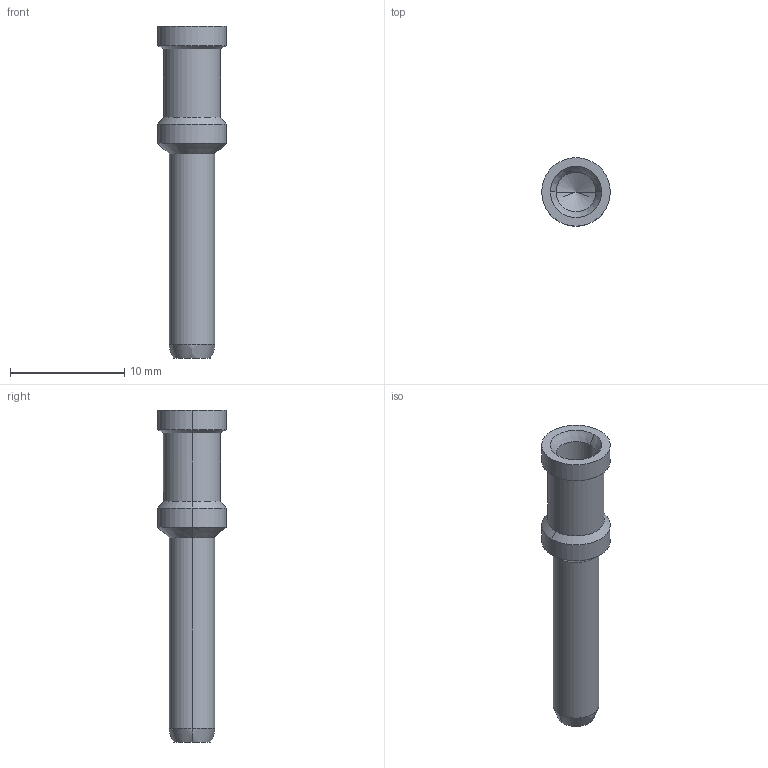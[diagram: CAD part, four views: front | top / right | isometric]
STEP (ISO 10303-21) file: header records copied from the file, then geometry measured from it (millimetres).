
FILE_DESCRIPTION((''),'2;1');
FILE_NAME('40A-M-6','2017-04-28T',('tl.yang'),(''),'PRO/ENGINEER BY PARAMETRIC TECHNOLOGY CORPORATION, 2011500','PRO/ENGINEER BY PARAMETRIC TECHNOLOGY CORPORATION, 2011500','');
FILE_SCHEMA(('CONFIG_CONTROL_DESIGN'));
Length unit declared in the file: millimetre
Products named in the file (1): 40A-M-6
Bounding box: 6 x 6 x 29.1 mm (x, y, z)
Volume: 378 mm3; surface area: 569.1 mm2
Topology: 1 solids, 1 shells, 26 faces, 57 edges, 31 vertices
Faces by surface type: cylinder 12, cone 10, bspline 2, plane 2
Entity records: 817 total; most frequent: CARTESIAN_POINT 217, DIRECTION 124, ORIENTED_EDGE 110, EDGE_CURVE 55, AXIS2_PLACEMENT_3D 51, VERTEX_POINT 31, EDGE_LOOP 28, CIRCLE 27
